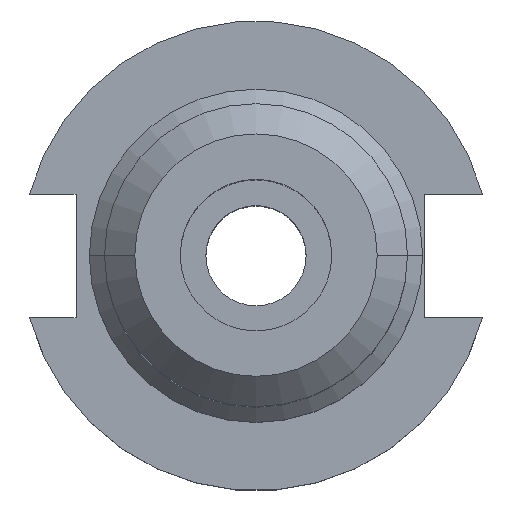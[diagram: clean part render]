
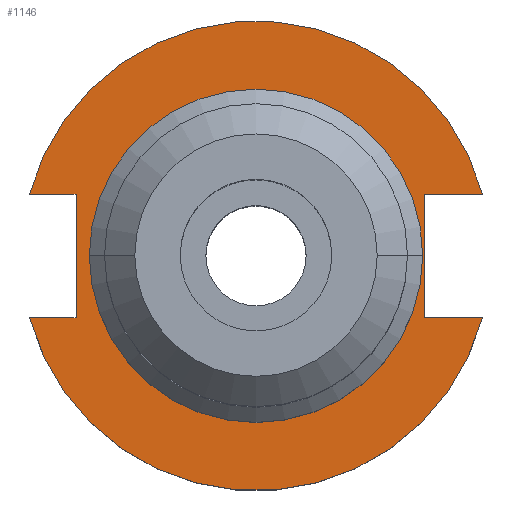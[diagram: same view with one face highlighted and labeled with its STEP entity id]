
A CAD part, top view. The second image highlights one B-rep face of the part: STEP entity #1146.
In plain terms, the highlighted planar face has unit normal (0, 0, 1).
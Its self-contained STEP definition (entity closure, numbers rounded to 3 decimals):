
#19 = CARTESIAN_POINT ( 'NONE',  ( 0., 0., 19.05 ) ) ;
#24 = EDGE_CURVE ( 'NONE', #1675, #1473, #330, .T. ) ;
#32 = CARTESIAN_POINT ( 'NONE',  ( 0., 0., 19.05 ) ) ;
#50 = FACE_OUTER_BOUND ( 'NONE', #528, .T. ) ;
#53 = EDGE_CURVE ( 'NONE', #1407, #587, #290, .T. ) ;
#79 = VECTOR ( 'NONE', #1243, 1000. ) ;
#88 = DIRECTION ( 'NONE',  ( -1., 0., 0. ) ) ;
#100 = DIRECTION ( 'NONE',  ( 1., 0., 0. ) ) ;
#114 = DIRECTION ( 'NONE',  ( 0., -1., 0. ) ) ;
#139 = EDGE_CURVE ( 'NONE', #1181, #747, #438, .T. ) ;
#141 = CARTESIAN_POINT ( 'NONE',  ( -37.719, 12.954, 19.05 ) ) ;
#153 = CARTESIAN_POINT ( 'NONE',  ( -37.719, 12.954, 19.05 ) ) ;
#171 = EDGE_CURVE ( 'NONE', #1222, #1567, #867, .T. ) ;
#175 = VECTOR ( 'NONE', #114, 1000. ) ;
#182 = AXIS2_PLACEMENT_3D ( 'NONE', #1537, #755, #1580 ) ;
#208 = VERTEX_POINT ( 'NONE', #916 ) ;
#210 = LINE ( 'NONE', #785, #175 ) ;
#222 = ORIENTED_EDGE ( 'NONE', *, *, #1553, .F. ) ;
#259 = CARTESIAN_POINT ( 'NONE',  ( 34.925, 0., 19.05 ) ) ;
#285 = DIRECTION ( 'NONE',  ( 0., 0., 1. ) ) ;
#286 = AXIS2_PLACEMENT_3D ( 'NONE', #19, #961, #1349 ) ;
#290 = LINE ( 'NONE', #812, #1270 ) ;
#330 = CIRCLE ( 'NONE', #286, 34.925 ) ;
#331 = AXIS2_PLACEMENT_3D ( 'NONE', #549, #408, #1209 ) ;
#345 = ORIENTED_EDGE ( 'NONE', *, *, #609, .F. ) ;
#374 = EDGE_LOOP ( 'NONE', ( #222, #1432 ) ) ;
#408 = DIRECTION ( 'NONE',  ( 0., 0., 1. ) ) ;
#413 = AXIS2_PLACEMENT_3D ( 'NONE', #32, #285, #696 ) ;
#416 = ORIENTED_EDGE ( 'NONE', *, *, #139, .T. ) ;
#438 = CIRCLE ( 'NONE', #1361, 49.212 ) ;
#443 = CARTESIAN_POINT ( 'NONE',  ( -34.925, 0., 19.05 ) ) ;
#514 = VECTOR ( 'NONE', #773, 1000. ) ;
#523 = CARTESIAN_POINT ( 'NONE',  ( 35.306, 12.954, 19.05 ) ) ;
#528 = EDGE_LOOP ( 'NONE', ( #544, #1526, #1287, #541, #416, #345, #533, #1521 ) ) ;
#533 = ORIENTED_EDGE ( 'NONE', *, *, #171, .F. ) ;
#541 = ORIENTED_EDGE ( 'NONE', *, *, #1031, .F. ) ;
#544 = ORIENTED_EDGE ( 'NONE', *, *, #1271, .T. ) ;
#549 = CARTESIAN_POINT ( 'NONE',  ( 0., 49.212, 19.05 ) ) ;
#568 = DIRECTION ( 'NONE',  ( 1., 0., 0. ) ) ;
#587 = VERTEX_POINT ( 'NONE', #643 ) ;
#609 = EDGE_CURVE ( 'NONE', #1567, #747, #1421, .T. ) ;
#643 = CARTESIAN_POINT ( 'NONE',  ( 47.477, -12.954, 19.05 ) ) ;
#696 = DIRECTION ( 'NONE',  ( 1., 0., 0. ) ) ;
#747 = VERTEX_POINT ( 'NONE', #1528 ) ;
#755 = DIRECTION ( 'NONE',  ( 0., 0., 1. ) ) ;
#765 = FACE_BOUND ( 'NONE', #374, .T. ) ;
#773 = DIRECTION ( 'NONE',  ( 0., 1., 0. ) ) ;
#785 = CARTESIAN_POINT ( 'NONE',  ( 35.306, 12.954, 19.05 ) ) ;
#805 = LINE ( 'NONE', #1359, #79 ) ;
#812 = CARTESIAN_POINT ( 'NONE',  ( 35.306, -12.954, 19.05 ) ) ;
#867 = LINE ( 'NONE', #141, #514 ) ;
#914 = EDGE_CURVE ( 'NONE', #1667, #1407, #210, .T. ) ;
#916 = CARTESIAN_POINT ( 'NONE',  ( -47.477, -12.954, 19.05 ) ) ;
#961 = DIRECTION ( 'NONE',  ( 0., 0., 1. ) ) ;
#1031 = EDGE_CURVE ( 'NONE', #1181, #1667, #805, .T. ) ;
#1044 = CARTESIAN_POINT ( 'NONE',  ( 35.306, -12.954, 19.05 ) ) ;
#1105 = CARTESIAN_POINT ( 'NONE',  ( 47.477, 12.954, 19.05 ) ) ;
#1107 = CARTESIAN_POINT ( 'NONE',  ( -37.719, -12.954, 19.05 ) ) ;
#1144 = DIRECTION ( 'NONE',  ( 1., 0., 0. ) ) ;
#1146 = ADVANCED_FACE ( 'NONE', ( #765, #50 ), #1338, .T. ) ;
#1181 = VERTEX_POINT ( 'NONE', #1105 ) ;
#1194 = CIRCLE ( 'NONE', #413, 34.925 ) ;
#1209 = DIRECTION ( 'NONE',  ( 1., 0., 0. ) ) ;
#1219 = EDGE_CURVE ( 'NONE', #208, #1222, #1683, .T. ) ;
#1222 = VERTEX_POINT ( 'NONE', #1107 ) ;
#1243 = DIRECTION ( 'NONE',  ( -1., 0., 0. ) ) ;
#1257 = CIRCLE ( 'NONE', #182, 49.212 ) ;
#1270 = VECTOR ( 'NONE', #568, 1000. ) ;
#1271 = EDGE_CURVE ( 'NONE', #208, #587, #1257, .T. ) ;
#1287 = ORIENTED_EDGE ( 'NONE', *, *, #914, .F. ) ;
#1296 = CARTESIAN_POINT ( 'NONE',  ( -63.719, -12.954, 19.05 ) ) ;
#1338 = PLANE ( 'NONE',  #331 ) ;
#1344 = VECTOR ( 'NONE', #1144, 1000. ) ;
#1349 = DIRECTION ( 'NONE',  ( 1., 0., 0. ) ) ;
#1359 = CARTESIAN_POINT ( 'NONE',  ( 35.306, 12.954, 19.05 ) ) ;
#1361 = AXIS2_PLACEMENT_3D ( 'NONE', #1540, #1665, #100 ) ;
#1381 = VECTOR ( 'NONE', #88, 1000. ) ;
#1395 = CARTESIAN_POINT ( 'NONE',  ( -63.719, 12.954, 19.05 ) ) ;
#1407 = VERTEX_POINT ( 'NONE', #1044 ) ;
#1421 = LINE ( 'NONE', #1395, #1381 ) ;
#1432 = ORIENTED_EDGE ( 'NONE', *, *, #24, .F. ) ;
#1473 = VERTEX_POINT ( 'NONE', #259 ) ;
#1521 = ORIENTED_EDGE ( 'NONE', *, *, #1219, .F. ) ;
#1526 = ORIENTED_EDGE ( 'NONE', *, *, #53, .F. ) ;
#1528 = CARTESIAN_POINT ( 'NONE',  ( -47.477, 12.954, 19.05 ) ) ;
#1537 = CARTESIAN_POINT ( 'NONE',  ( 0., 0., 19.05 ) ) ;
#1540 = CARTESIAN_POINT ( 'NONE',  ( 0., 0., 19.05 ) ) ;
#1553 = EDGE_CURVE ( 'NONE', #1473, #1675, #1194, .T. ) ;
#1567 = VERTEX_POINT ( 'NONE', #153 ) ;
#1580 = DIRECTION ( 'NONE',  ( 1., 0., 0. ) ) ;
#1665 = DIRECTION ( 'NONE',  ( 0., 0., 1. ) ) ;
#1667 = VERTEX_POINT ( 'NONE', #523 ) ;
#1675 = VERTEX_POINT ( 'NONE', #443 ) ;
#1683 = LINE ( 'NONE', #1296, #1344 ) ;
